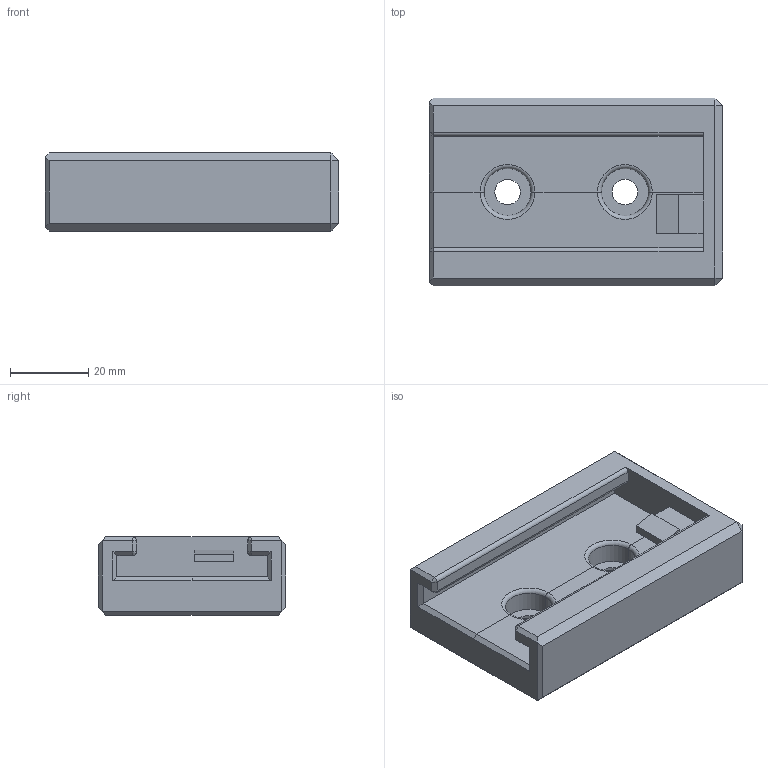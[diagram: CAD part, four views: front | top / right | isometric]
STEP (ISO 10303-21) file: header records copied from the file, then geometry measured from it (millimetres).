
FILE_DESCRIPTION(('CATIA V5 STEP Exchange'),'2;1');
FILE_NAME('Part8.stp','2023-11-15T21:22:00+00:00',('none'),('none'),'CATIA Unofficial Packaging Version SP3','CATIA V5 STEP AP203','none');
FILE_SCHEMA(('CONFIG_CONTROL_DESIGN'));
Length unit declared in the file: millimetre
Products named in the file (1): Part8
Bounding box: 75 x 48 x 20 mm (x, y, z)
Volume: 45593.2 mm3; surface area: 14954.4 mm2
Topology: 1 solids, 1 shells, 69 faces, 161 edges, 91 vertices
Faces by surface type: plane 49, cylinder 12, cone 4, torus 4
Entity records: 1845 total; most frequent: CARTESIAN_POINT 323, ORIENTED_EDGE 314, DIRECTION 269, EDGE_CURVE 157, VECTOR 113, LINE 113, AXIS2_PLACEMENT_3D 95, VERTEX_POINT 91
